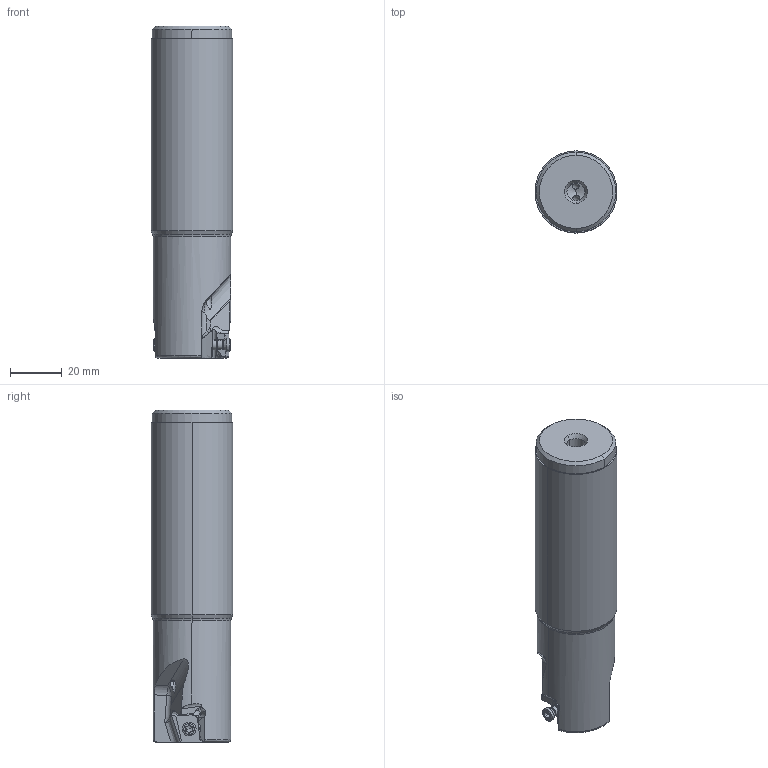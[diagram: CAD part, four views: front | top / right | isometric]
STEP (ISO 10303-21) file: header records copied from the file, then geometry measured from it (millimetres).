
FILE_DESCRIPTION(/* description */ (''),/* implementation_level */ '2;1');
FILE_NAME(/* name */ 'VPX300UR2002SA20S.stp',/* time_stamp */ '2025-08-21T16:04:27+09:00',/* author */ (''),/* organization */ (''),/* preprocessor_version */ 'ST-DEVELOPER v16',/* originating_system */ 'SIEMENS PLM Software NX 10.0',/* authorisation */ '');
FILE_SCHEMA (('AUTOMOTIVE_DESIGN { 1 0 10303 214 3 1 1 1 }'));
Length unit declared in the file: millimetre
Products named in the file (1): VPX300UR2002SA20S_ASM
Bounding box: 31.75 x 31.75 x 128.57 mm (x, y, z)
Volume: 89713.3 mm3; surface area: 16927 mm2
Topology: 3 solids, 3 shells, 224 faces, 594 edges, 381 vertices
Faces by surface type: cylinder 96, plane 60, cone 34, torus 18, extrusion 8, bspline 4, sphere 4
Entity records: 9956 total; most frequent: CARTESIAN_POINT 4411, ORIENTED_EDGE 1164, DIRECTION 1108, EDGE_CURVE 582, AXIS2_PLACEMENT_3D 442, VERTEX_POINT 376, EDGE_LOOP 240, ADVANCED_FACE 224
